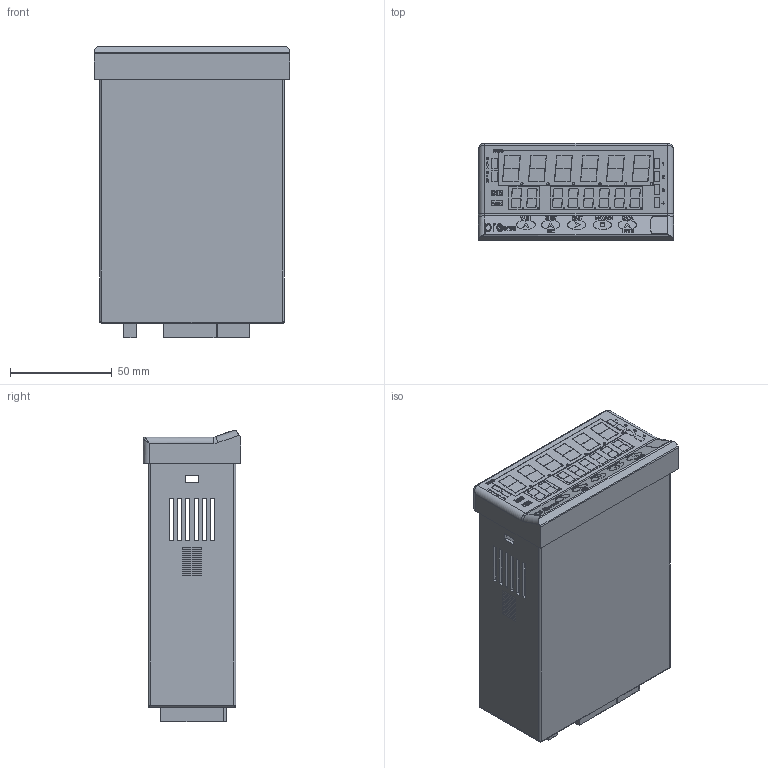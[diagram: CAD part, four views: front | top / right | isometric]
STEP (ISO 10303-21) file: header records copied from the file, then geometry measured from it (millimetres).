
FILE_DESCRIPTION (( 'STEP AP214' ), '1' );
FILE_NAME ('DPM4-AT-H.STEP', '2025-06-10T15:07:24', ( '' ), ( '' ), 'SwSTEP 2.0', 'SolidWorks 2024', '' );
FILE_SCHEMA (( 'AUTOMOTIVE_DESIGN' ));
Length unit declared in the file: inch
Products named in the file (1): DPM4-AT-H
Bounding box: 96 x 48 x 143.43 mm (x, y, z)
Volume: 311058.7 mm3; surface area: 72586.3 mm2
Topology: 11 solids, 11 shells, 2017 faces, 5149 edges, 3408 vertices
Faces by surface type: plane 1686, bspline 250, cylinder 79, torus 2
Entity records: 71202 total; most frequent: CARTESIAN_POINT 23721, ORIENTED_EDGE 10286, DIRECTION 8313, EDGE_CURVE 5143, LINE 4489, VECTOR 4489, VERTEX_POINT 3408, EDGE_LOOP 2311
